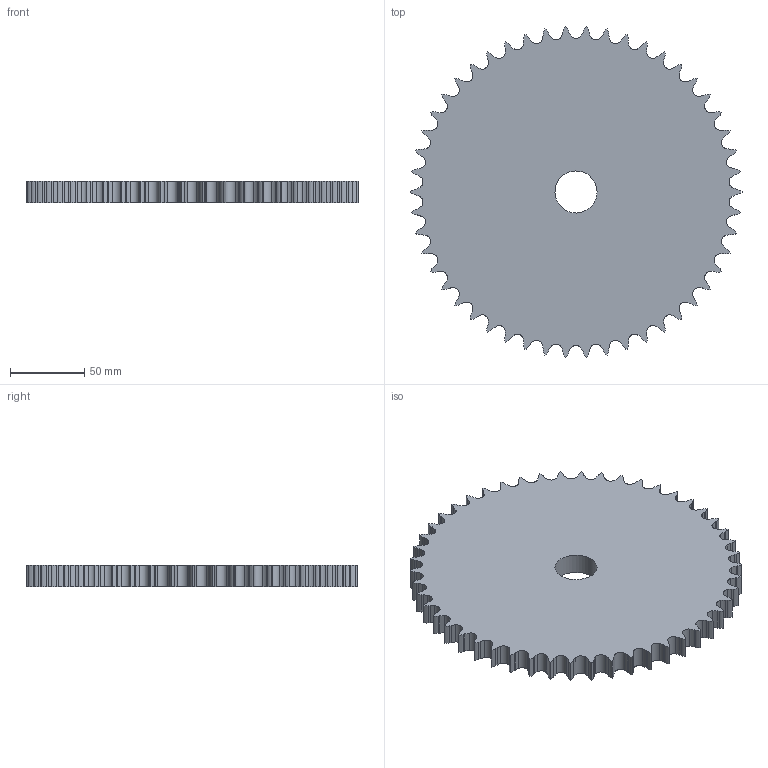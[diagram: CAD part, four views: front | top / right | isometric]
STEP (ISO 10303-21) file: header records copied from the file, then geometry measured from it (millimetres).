
FILE_DESCRIPTION(('FreeCAD Model'),'2;1');
FILE_NAME('Open CASCADE Shape Model','2025-05-03T17:41:41',('FreeCAD'),( 'FreeCAD'),'Open CASCADE STEP processor 7.6','FreeCAD','Unknown');
FILE_SCHEMA(('AUTOMOTIVE_DESIGN { 1 0 10303 214 1 1 1 1 }'));
Length unit declared in the file: millimetre
Products named in the file (1): Open CASCADE STEP translator 7.6 1
Bounding box: 223.48 x 223.04 x 14.16 mm (x, y, z)
Volume: 492569 mm3; surface area: 87154.5 mm2
Topology: 1 solids, 1 shells, 353 faces, 1153 edges, 802 vertices
Faces by surface type: bspline 353
Entity records: 11635 total; most frequent: CARTESIAN_POINT 5641, ORIENTED_EDGE 2306, EDGE_CURVE 1153, VERTEX_POINT 802, B_SPLINE_CURVE_WITH_KNOTS 551, FACE_BOUND 355, EDGE_LOOP 355, ADVANCED_FACE 353
